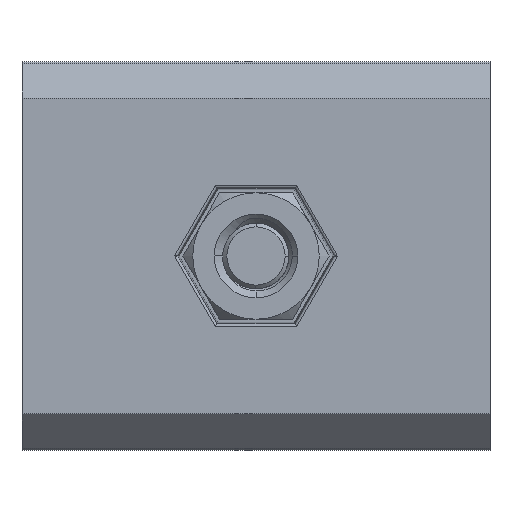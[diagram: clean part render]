
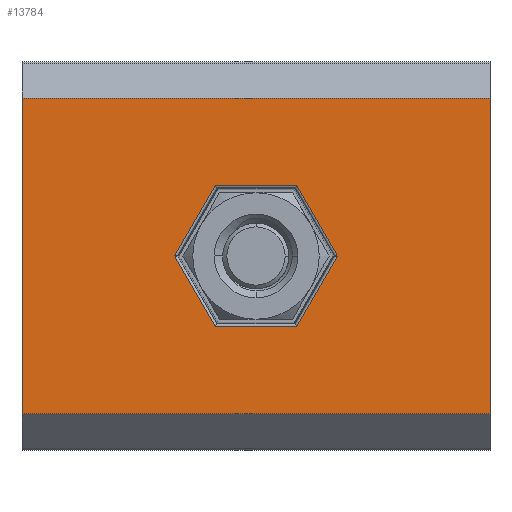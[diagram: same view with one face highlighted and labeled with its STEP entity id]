
A CAD part, left-side view. The second image highlights one B-rep face of the part: STEP entity #13784.
In plain terms, the highlighted planar face has unit normal (-1, 0, 0).
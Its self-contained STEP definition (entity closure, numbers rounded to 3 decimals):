
#3 = CARTESIAN_POINT ( 'NONE',  ( -11.5, 3.215, -5.569 ) ) ;
#225 = VECTOR ( 'NONE', #3280, 1000. ) ;
#659 = CARTESIAN_POINT ( 'NONE',  ( -11.5, 6.43, 0. ) ) ;
#1098 = CARTESIAN_POINT ( 'NONE',  ( -11.5, -6.43, 0. ) ) ;
#1196 = ORIENTED_EDGE ( 'NONE', *, *, #17561, .T. ) ;
#1223 = VERTEX_POINT ( 'NONE', #1970 ) ;
#1230 = EDGE_CURVE ( 'NONE', #5378, #12786, #3292, .T. ) ;
#1542 = ORIENTED_EDGE ( 'NONE', *, *, #11097, .F. ) ;
#1605 = CARTESIAN_POINT ( 'NONE',  ( -11.5, 3.215, -5.569 ) ) ;
#1970 = CARTESIAN_POINT ( 'NONE',  ( -11.5, -3.215, -5.569 ) ) ;
#2053 = VERTEX_POINT ( 'NONE', #15464 ) ;
#2196 = AXIS2_PLACEMENT_3D ( 'NONE', #12230, #16305, #12403 ) ;
#2246 = CARTESIAN_POINT ( 'NONE',  ( -11.5, -18.5, 12.484 ) ) ;
#2251 = VECTOR ( 'NONE', #13674, 1000. ) ;
#2415 = VERTEX_POINT ( 'NONE', #10628 ) ;
#2432 = LINE ( 'NONE', #1098, #15189 ) ;
#2436 = VECTOR ( 'NONE', #9603, 1000. ) ;
#2609 = ORIENTED_EDGE ( 'NONE', *, *, #6220, .F. ) ;
#3050 = ORIENTED_EDGE ( 'NONE', *, *, #5203, .F. ) ;
#3280 = DIRECTION ( 'NONE',  ( 0., -0.5, 0.866 ) ) ;
#3292 = LINE ( 'NONE', #8698, #7688 ) ;
#3674 = VERTEX_POINT ( 'NONE', #14564 ) ;
#3868 = CARTESIAN_POINT ( 'NONE',  ( -11.5, 18.5, 12.484 ) ) ;
#3911 = EDGE_CURVE ( 'NONE', #15704, #5604, #12839, .T. ) ;
#4069 = FACE_BOUND ( 'NONE', #17019, .T. ) ;
#5203 = EDGE_CURVE ( 'NONE', #2053, #2415, #15629, .T. ) ;
#5378 = VERTEX_POINT ( 'NONE', #9487 ) ;
#5604 = VERTEX_POINT ( 'NONE', #8124 ) ;
#5895 = EDGE_CURVE ( 'NONE', #3674, #15516, #10858, .T. ) ;
#6220 = EDGE_CURVE ( 'NONE', #12786, #2053, #9099, .T. ) ;
#7006 = DIRECTION ( 'NONE',  ( 0., -1., 0. ) ) ;
#7030 = CARTESIAN_POINT ( 'NONE',  ( -11.5, 18.5, -12.484 ) ) ;
#7222 = CARTESIAN_POINT ( 'NONE',  ( -11.5, -3.215, 5.569 ) ) ;
#7688 = VECTOR ( 'NONE', #12771, 1000. ) ;
#8124 = CARTESIAN_POINT ( 'NONE',  ( -11.5, 3.215, 5.569 ) ) ;
#8131 = FACE_OUTER_BOUND ( 'NONE', #13769, .T. ) ;
#8168 = LINE ( 'NONE', #16433, #2436 ) ;
#8563 = DIRECTION ( 'NONE',  ( 0., 1., 0. ) ) ;
#8698 = CARTESIAN_POINT ( 'NONE',  ( -11.5, 18.5, -12.484 ) ) ;
#8961 = CARTESIAN_POINT ( 'NONE',  ( -11.5, 6.43, 0. ) ) ;
#9099 = LINE ( 'NONE', #3868, #12776 ) ;
#9284 = DIRECTION ( 'NONE',  ( 0., -1., 0. ) ) ;
#9473 = PLANE ( 'NONE',  #2196 ) ;
#9487 = CARTESIAN_POINT ( 'NONE',  ( -11.5, 18.5, -12.484 ) ) ;
#9500 = VECTOR ( 'NONE', #7006, 1000. ) ;
#9532 = CARTESIAN_POINT ( 'NONE',  ( -11.5, -3.215, 5.569 ) ) ;
#9603 = DIRECTION ( 'NONE',  ( 0., 0.5, 0.866 ) ) ;
#9606 = CARTESIAN_POINT ( 'NONE',  ( -11.5, 18.5, 12.484 ) ) ;
#9692 = LINE ( 'NONE', #3, #9500 ) ;
#10096 = ORIENTED_EDGE ( 'NONE', *, *, #3911, .T. ) ;
#10453 = VECTOR ( 'NONE', #13464, 1000. ) ;
#10628 = CARTESIAN_POINT ( 'NONE',  ( -11.5, -18.5, -12.484 ) ) ;
#10858 = LINE ( 'NONE', #9532, #14082 ) ;
#11038 = DIRECTION ( 'NONE',  ( 0., -0.5, -0.866 ) ) ;
#11097 = EDGE_CURVE ( 'NONE', #3674, #5604, #15227, .T. ) ;
#11378 = LINE ( 'NONE', #7030, #2251 ) ;
#12014 = ORIENTED_EDGE ( 'NONE', *, *, #12268, .T. ) ;
#12230 = CARTESIAN_POINT ( 'NONE',  ( -11.5, 27.55, -17.228 ) ) ;
#12268 = EDGE_CURVE ( 'NONE', #12305, #15704, #8168, .T. ) ;
#12305 = VERTEX_POINT ( 'NONE', #1605 ) ;
#12403 = DIRECTION ( 'NONE',  ( 0., 0., 1. ) ) ;
#12771 = DIRECTION ( 'NONE',  ( 0., 0., 1. ) ) ;
#12776 = VECTOR ( 'NONE', #9284, 1000. ) ;
#12786 = VERTEX_POINT ( 'NONE', #9606 ) ;
#12839 = LINE ( 'NONE', #8961, #225 ) ;
#13464 = DIRECTION ( 'NONE',  ( 0., 0., -1. ) ) ;
#13674 = DIRECTION ( 'NONE',  ( 0., -1., 0. ) ) ;
#13769 = EDGE_LOOP ( 'NONE', ( #2609, #15009, #14288, #3050 ) ) ;
#13784 = ADVANCED_FACE ( 'NONE', ( #4069, #8131 ), #9473, .F. ) ;
#14082 = VECTOR ( 'NONE', #11038, 1000. ) ;
#14288 = ORIENTED_EDGE ( 'NONE', *, *, #16253, .T. ) ;
#14564 = CARTESIAN_POINT ( 'NONE',  ( -11.5, -3.215, 5.569 ) ) ;
#14840 = DIRECTION ( 'NONE',  ( 0., 0.5, -0.866 ) ) ;
#15009 = ORIENTED_EDGE ( 'NONE', *, *, #1230, .F. ) ;
#15189 = VECTOR ( 'NONE', #14840, 1000. ) ;
#15227 = LINE ( 'NONE', #7222, #15835 ) ;
#15464 = CARTESIAN_POINT ( 'NONE',  ( -11.5, -18.5, 12.484 ) ) ;
#15516 = VERTEX_POINT ( 'NONE', #16554 ) ;
#15629 = LINE ( 'NONE', #2246, #10453 ) ;
#15704 = VERTEX_POINT ( 'NONE', #659 ) ;
#15835 = VECTOR ( 'NONE', #8563, 1000. ) ;
#15877 = ORIENTED_EDGE ( 'NONE', *, *, #5895, .T. ) ;
#16253 = EDGE_CURVE ( 'NONE', #5378, #2415, #11378, .T. ) ;
#16305 = DIRECTION ( 'NONE',  ( 1., 0., 0. ) ) ;
#16433 = CARTESIAN_POINT ( 'NONE',  ( -11.5, 3.215, -5.569 ) ) ;
#16554 = CARTESIAN_POINT ( 'NONE',  ( -11.5, -6.43, 0. ) ) ;
#17019 = EDGE_LOOP ( 'NONE', ( #17570, #12014, #10096, #1542, #15877, #1196 ) ) ;
#17112 = EDGE_CURVE ( 'NONE', #12305, #1223, #9692, .T. ) ;
#17561 = EDGE_CURVE ( 'NONE', #15516, #1223, #2432, .T. ) ;
#17570 = ORIENTED_EDGE ( 'NONE', *, *, #17112, .F. ) ;
